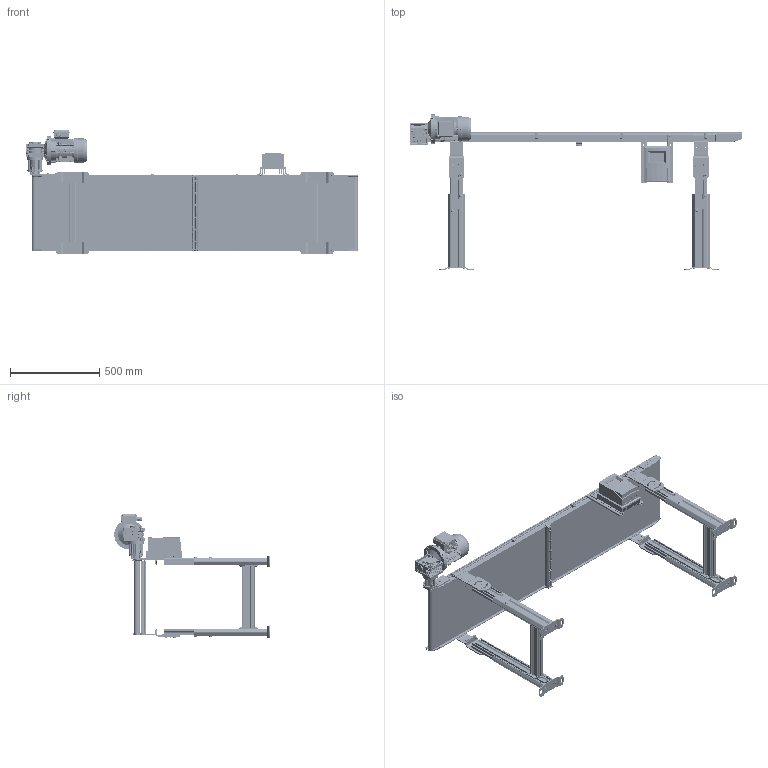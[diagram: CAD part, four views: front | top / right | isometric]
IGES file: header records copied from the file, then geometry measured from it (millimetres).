
Start section: SolidWorks IGES file using analytic representation for surfaces
Global section: file name: Outfeed Conveyor_IGS.IGS; native system: SolidWorks 2017; preprocessor: SolidWorks 2017; author: Radu.Postole; date: 181102.083245; units: inch
Bounding box: 1861.37 x 872.28 x 694.83 mm (x, y, z)
Surface area: 10640296.4 mm2 (no closed solid volume)
Topology: 0 solids, 0 shells, 12146 faces, 130586 edges, 130205 vertices
Faces by surface type: bspline 6651, revolution 5495
